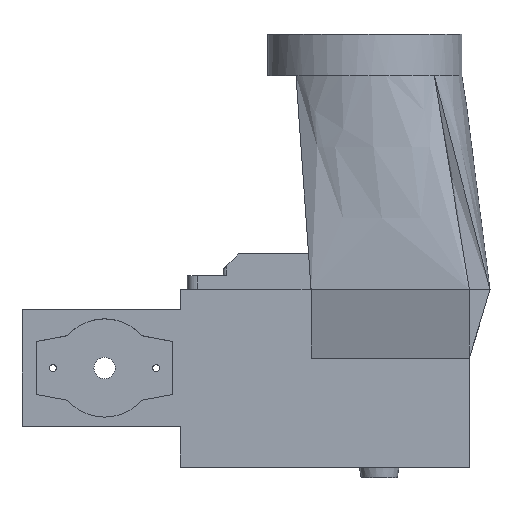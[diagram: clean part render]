
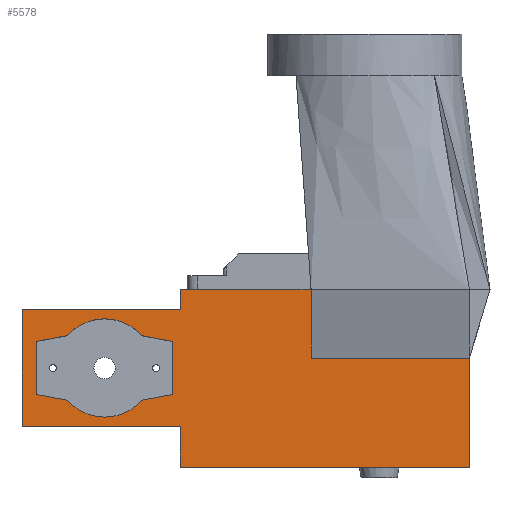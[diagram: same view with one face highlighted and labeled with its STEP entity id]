
A CAD part, top view. The second image highlights one B-rep face of the part: STEP entity #5578.
In plain terms, the highlighted planar face has unit normal (0, 0, 1).
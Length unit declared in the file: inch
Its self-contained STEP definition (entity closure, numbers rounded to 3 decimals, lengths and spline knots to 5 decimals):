
#237=DIRECTION('',(1.,0.,0.));
#238=VECTOR('',#237,0.74803);
#239=CARTESIAN_POINT('',(0.90551,1.01772,0.95211));
#240=LINE('',#239,#238);
#481=DIRECTION('',(0.,1.,0.));
#482=VECTOR('',#481,0.23327);
#483=CARTESIAN_POINT('',(0.90551,0.,0.95211));
#484=LINE('',#483,#482);
#489=DIRECTION('',(0.,1.,0.));
#490=VECTOR('',#489,0.11516);
#491=CARTESIAN_POINT('',(0.90551,0.90256,
0.95211));
#492=LINE('',#491,#490);
#535=DIRECTION('',(0.,1.,0.));
#536=VECTOR('',#535,0.3937);
#537=CARTESIAN_POINT('',(1.65354,0.62402,0.95211));
#538=LINE('',#537,#536);
#539=DIRECTION('',(0.,1.,0.));
#540=VECTOR('',#539,0.62402);
#541=CARTESIAN_POINT('',(2.55906,0.,0.95211));
#542=LINE('',#541,#540);
#543=DIRECTION('',(1.,0.,0.));
#544=VECTOR('',#543,1.65354);
#545=CARTESIAN_POINT('',(0.90551,0.,0.95211));
#546=LINE('',#545,#544);
#547=DIRECTION('',(1.,0.,0.));
#548=VECTOR('',#547,0.90551);
#549=CARTESIAN_POINT('',(0.,0.23327,0.95211));
#550=LINE('',#549,#548);
#551=DIRECTION('',(0.,-1.,0.));
#552=VECTOR('',#551,0.66929);
#553=CARTESIAN_POINT('',(0.,0.90256,0.95211));
#554=LINE('',#553,#552);
#555=DIRECTION('',(-1.,0.,0.));
#556=VECTOR('',#555,0.90551);
#557=CARTESIAN_POINT('',(0.90551,0.90256,
0.95211));
#558=LINE('',#557,#556);
#559=DIRECTION('',(-0.983,-0.185,0.));
#560=VECTOR('',#559,0.18076);
#561=CARTESIAN_POINT('',(0.8622,0.41634,
0.95211));
#562=LINE('',#561,#560);
#563=DIRECTION('',(0.983,-0.185,0.));
#564=VECTOR('',#563,0.18076);
#565=CARTESIAN_POINT('',(0.68457,0.75295,
0.95211));
#566=LINE('',#565,#564);
#567=CARTESIAN_POINT('',(0.47244,0.56791,
0.95211));
#568=DIRECTION('',(0.,0.,-1.));
#569=DIRECTION('',(-0.754,0.657,0.));
#570=AXIS2_PLACEMENT_3D('',#567,#568,#569);
#572=DIRECTION('',(0.983,0.185,0.));
#573=VECTOR('',#572,0.18076);
#574=CARTESIAN_POINT('',(0.08268,0.71949,
0.95211));
#575=LINE('',#574,#573);
#576=DIRECTION('',(-0.983,0.185,0.));
#577=VECTOR('',#576,0.18076);
#578=CARTESIAN_POINT('',(0.26031,0.38287,
0.95211));
#579=LINE('',#578,#577);
#580=CARTESIAN_POINT('',(0.47244,0.56791,
0.95211));
#581=DIRECTION('',(0.,0.,-1.));
#582=DIRECTION('',(0.754,-0.657,0.));
#583=AXIS2_PLACEMENT_3D('',#580,#581,#582);
#978=DIRECTION('',(1.,0.,0.));
#979=VECTOR('',#978,0.90551);
#980=CARTESIAN_POINT('',(1.65354,0.62402,0.95211));
#981=LINE('',#980,#979);
#1014=DIRECTION('',(0.,-1.,0.));
#1015=VECTOR('',#1014,0.30315);
#1016=CARTESIAN_POINT('',(0.08268,0.71949,
0.95211));
#1017=LINE('',#1016,#1015);
#1034=DIRECTION('',(0.,1.,0.));
#1035=VECTOR('',#1034,0.30315);
#1036=CARTESIAN_POINT('',(0.8622,0.41634,
0.95211));
#1037=LINE('',#1036,#1035);
#4189=CARTESIAN_POINT('',(2.55906,0.,0.95211));
#4190=VERTEX_POINT('',#4189);
#4191=CARTESIAN_POINT('',(0.90551,0.,0.95211));
#4192=VERTEX_POINT('',#4191);
#4311=CARTESIAN_POINT('',(0.90551,1.01772,
0.95211));
#4312=VERTEX_POINT('',#4311);
#4313=CARTESIAN_POINT('',(1.65354,1.01772,0.95211));
#4314=VERTEX_POINT('',#4313);
#4428=CARTESIAN_POINT('',(2.55906,0.62402,
0.95211));
#4429=VERTEX_POINT('',#4428);
#4474=CARTESIAN_POINT('',(1.65354,0.62402,
0.95211));
#4475=VERTEX_POINT('',#4474);
#4476=CARTESIAN_POINT('',(0.90551,0.90256,
0.95211));
#4477=VERTEX_POINT('',#4476);
#4478=CARTESIAN_POINT('',(0.,0.90256,0.95211));
#4479=VERTEX_POINT('',#4478);
#4480=CARTESIAN_POINT('',(0.,0.23327,0.95211));
#4481=VERTEX_POINT('',#4480);
#4482=CARTESIAN_POINT('',(0.90551,0.23327,
0.95211));
#4483=VERTEX_POINT('',#4482);
#4484=CARTESIAN_POINT('',(0.8622,0.41634,
0.95211));
#4485=CARTESIAN_POINT('',(0.68457,0.38287,
0.95211));
#4486=VERTEX_POINT('',#4484);
#4487=VERTEX_POINT('',#4485);
#4488=CARTESIAN_POINT('',(0.26031,0.38287,
0.95211));
#4489=VERTEX_POINT('',#4488);
#4490=CARTESIAN_POINT('',(0.08268,0.41634,
0.95211));
#4491=VERTEX_POINT('',#4490);
#4492=CARTESIAN_POINT('',(0.08268,0.71949,
0.95211));
#4493=VERTEX_POINT('',#4492);
#4494=CARTESIAN_POINT('',(0.26031,0.75295,
0.95211));
#4495=VERTEX_POINT('',#4494);
#4496=CARTESIAN_POINT('',(0.68457,0.75295,
0.95211));
#4497=VERTEX_POINT('',#4496);
#4498=CARTESIAN_POINT('',(0.8622,0.71949,
0.95211));
#4499=VERTEX_POINT('',#4498);
#5538=CARTESIAN_POINT('',(2.51969,0.,0.95211));
#5539=DIRECTION('',(0.,0.,-1.));
#5540=DIRECTION('',(-1.,0.,0.));
#5541=AXIS2_PLACEMENT_3D('',#5538,#5539,#5540);
#5542=PLANE('',#5541);
#5544=ORIENTED_EDGE('',*,*,#5543,.F.);
#5546=ORIENTED_EDGE('',*,*,#5545,.T.);
#5548=ORIENTED_EDGE('',*,*,#5547,.F.);
#5549=ORIENTED_EDGE('',*,*,#4938,.F.);
#5550=ORIENTED_EDGE('',*,*,#5479,.T.);
#5552=ORIENTED_EDGE('',*,*,#5551,.F.);
#5554=ORIENTED_EDGE('',*,*,#5553,.F.);
#5555=ORIENTED_EDGE('',*,*,#5530,.F.);
#5556=ORIENTED_EDGE('',*,*,#5484,.T.);
#5557=ORIENTED_EDGE('',*,*,#5217,.T.);
#5558=EDGE_LOOP('',(#5544,#5546,#5548,#5549,#5550,#5552,#5554,#5555,#5556,
#5557));
#5559=FACE_OUTER_BOUND('',#5558,.F.);
#5561=ORIENTED_EDGE('',*,*,#5560,.F.);
#5563=ORIENTED_EDGE('',*,*,#5562,.T.);
#5565=ORIENTED_EDGE('',*,*,#5564,.F.);
#5567=ORIENTED_EDGE('',*,*,#5566,.F.);
#5569=ORIENTED_EDGE('',*,*,#5568,.F.);
#5571=ORIENTED_EDGE('',*,*,#5570,.T.);
#5573=ORIENTED_EDGE('',*,*,#5572,.F.);
#5575=ORIENTED_EDGE('',*,*,#5574,.F.);
#5576=EDGE_LOOP('',(#5561,#5563,#5565,#5567,#5569,#5571,#5573,#5575));
#5577=FACE_BOUND('',#5576,.F.);
#5578=ADVANCED_FACE('',(#5559,#5577),#5542,.F.);
#571=CIRCLE('',#570,0.2815);
#584=CIRCLE('',#583,0.2815);
#4938=EDGE_CURVE('',#4192,#4190,#546,.T.);
#5217=EDGE_CURVE('',#4312,#4314,#240,.T.);
#5479=EDGE_CURVE('',#4192,#4483,#484,.T.);
#5484=EDGE_CURVE('',#4477,#4312,#492,.T.);
#5530=EDGE_CURVE('',#4477,#4479,#558,.T.);
#5543=EDGE_CURVE('',#4475,#4314,#538,.T.);
#5545=EDGE_CURVE('',#4475,#4429,#981,.T.);
#5547=EDGE_CURVE('',#4190,#4429,#542,.T.);
#5551=EDGE_CURVE('',#4481,#4483,#550,.T.);
#5553=EDGE_CURVE('',#4479,#4481,#554,.T.);
#5560=EDGE_CURVE('',#4486,#4487,#562,.T.);
#5562=EDGE_CURVE('',#4486,#4499,#1037,.T.);
#5564=EDGE_CURVE('',#4497,#4499,#566,.T.);
#5566=EDGE_CURVE('',#4495,#4497,#571,.T.);
#5568=EDGE_CURVE('',#4493,#4495,#575,.T.);
#5570=EDGE_CURVE('',#4493,#4491,#1017,.T.);
#5572=EDGE_CURVE('',#4489,#4491,#579,.T.);
#5574=EDGE_CURVE('',#4487,#4489,#584,.T.);
